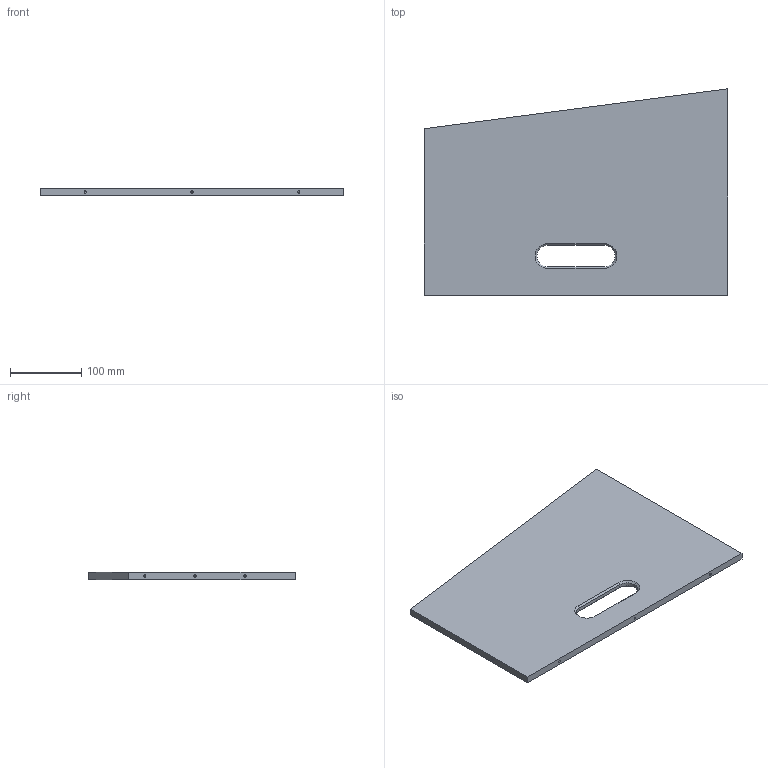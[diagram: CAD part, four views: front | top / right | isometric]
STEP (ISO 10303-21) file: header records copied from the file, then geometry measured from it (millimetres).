
FILE_DESCRIPTION (( 'STEP AP214' ), '1' );
FILE_NAME ('Housing_side.STEP', '2020-09-11T08:17:26', ( '' ), ( '' ), 'SwSTEP 2.0', 'SolidWorks 2019', '' );
FILE_SCHEMA (( 'AUTOMOTIVE_DESIGN' ));
Length unit declared in the file: millimetre
Products named in the file (1): Housing_side
Bounding box: 426 x 290 x 10 mm (x, y, z)
Volume: 1082480.5 mm3; surface area: 233753.5 mm2
Topology: 1 solids, 1 shells, 57 faces, 138 edges, 74 vertices
Faces by surface type: cone 24, cylinder 21, plane 12
Entity records: 1755 total; most frequent: DIRECTION 285, CARTESIAN_POINT 252, ORIENTED_EDGE 240, EDGE_CURVE 120, AXIS2_PLACEMENT_3D 107, VERTEX_POINT 74, LINE 71, VECTOR 71
